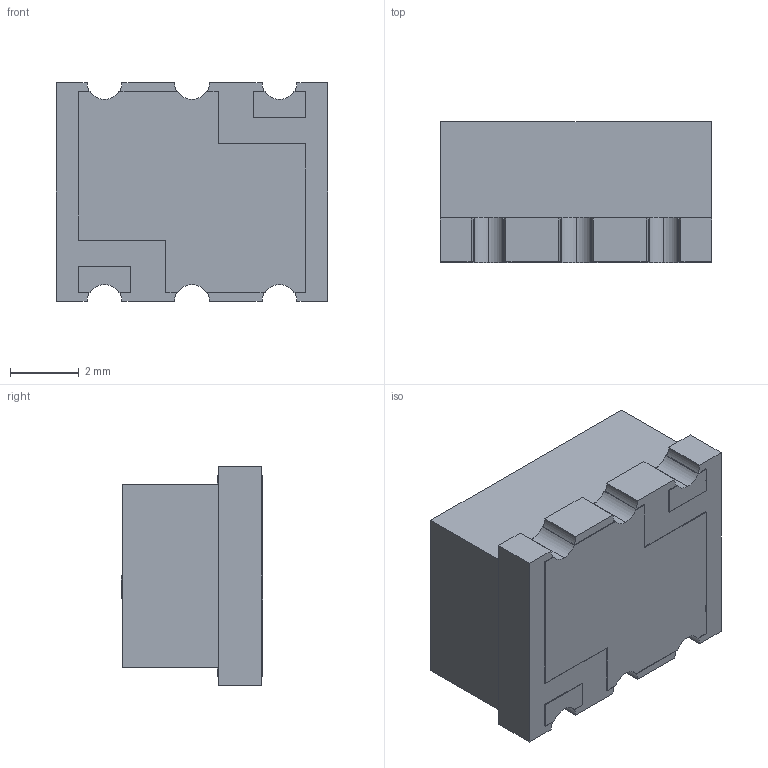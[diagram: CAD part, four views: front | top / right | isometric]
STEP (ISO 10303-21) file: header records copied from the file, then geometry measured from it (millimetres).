
FILE_DESCRIPTION (( 'STEP AP214' ), '1' );
FILE_NAME ('User Library-RLM 751.STEP', '2019-11-20T00:06:05', ( '' ), ( '' ), 'SwSTEP 2.0', 'SolidWorks 2019', '' );
FILE_SCHEMA (( 'AUTOMOTIVE_DESIGN' ));
Length unit declared in the file: inch
Products named in the file (1): User Library-RLM 751
Bounding box: 7.87 x 4.11 x 6.35 mm (x, y, z)
Volume: 178.4 mm3; surface area: 211.2 mm2
Topology: 1 solids, 1 shells, 263 faces, 720 edges, 480 vertices
Faces by surface type: plane 176, bspline 66, cylinder 21
Entity records: 13925 total; most frequent: CARTESIAN_POINT 4794, ORIENTED_EDGE 1440, DIRECTION 1026, EDGE_CURVE 720, VECTOR 546, LINE 546, VERTEX_POINT 480, EDGE_LOOP 284
